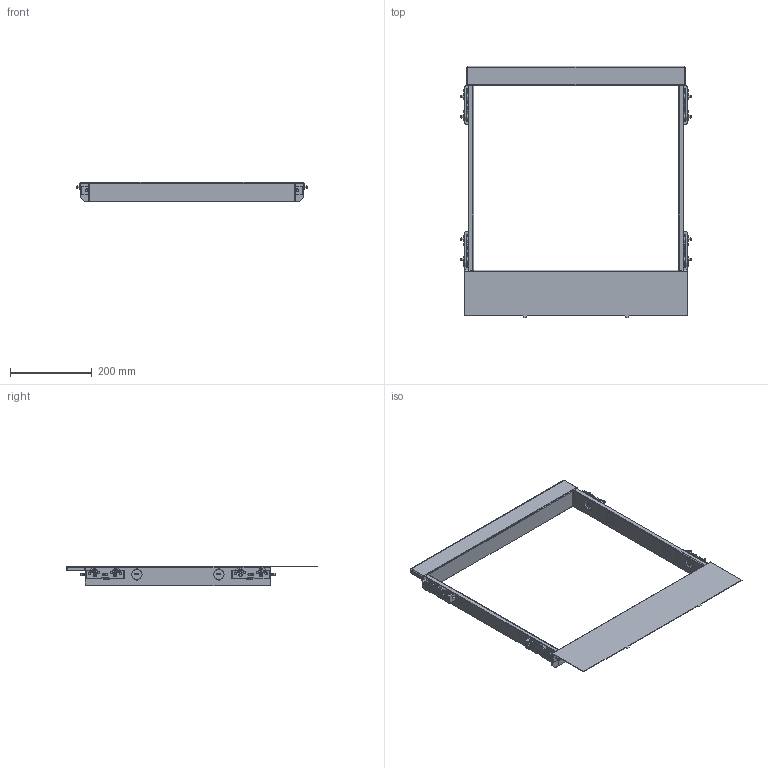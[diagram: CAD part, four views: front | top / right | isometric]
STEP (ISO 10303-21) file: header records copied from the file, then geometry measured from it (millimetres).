
FILE_DESCRIPTION(('STEP AP214'),'1');
FILE_NAME('cctmp_A04F6B40-C612-4524-9C11-99BE4BADBC7D_2024_05_06_11_43_11_0555..stp','2024-05-06T09:43:12',('SIEMENS A&D'),('CADClick - www.CADClick.com'),'Spatial InterOp 3D',' ','unknown authorization');
FILE_SCHEMA(('AUTOMOTIVE_DESIGN'));
Length unit declared in the file: millimetre
Products named in the file (25): cc_unnamed; 2024_05_06_11_43_11_0524; 2024_05_06_11_43_11_0493; 2024_05_06_11_43_11_0462; 2024_05_06_11_43_11_0430; 2024_05_06_11_43_11_0399; 2024_05_06_11_43_11_0368; 2024_05_06_11_43_11_0337; 2024_05_06_11_43_11_0305; 2024_05_06_11_43_11_0234; 2024_05_06_11_43_11_0203; 2024_05_06_11_43_11_0172; 2024_05_06_11_43_11_0141; 2024_05_06_11_43_11_0078; 2024_05_06_11_43_11_0047; 2024_05_06_11_43_11_0016; 2024_05_06_11_43_10_0984; 2024_05_06_11_43_10_0922; 2024_05_06_11_43_10_0886; 2024_05_06_11_43_10_0854; 2024_05_06_11_43_10_0823; 2024_05_06_11_43_10_0761; 2024_05_06_11_43_10_0729; 2024_05_06_11_43_10_0698; 2024_05_06_11_43_10_0657
Assembly tree (24 placements, depth 2):
  cc_unnamed
    2024_05_06_11_43_11_0524
    2024_05_06_11_43_11_0493
    2024_05_06_11_43_11_0462
    2024_05_06_11_43_11_0430
    2024_05_06_11_43_11_0399
    2024_05_06_11_43_11_0368
    2024_05_06_11_43_11_0337
    2024_05_06_11_43_11_0305
    2024_05_06_11_43_11_0234
    2024_05_06_11_43_11_0203
    2024_05_06_11_43_11_0172
    2024_05_06_11_43_11_0141
    2024_05_06_11_43_11_0078
    2024_05_06_11_43_11_0047
    2024_05_06_11_43_11_0016
    2024_05_06_11_43_10_0984
    2024_05_06_11_43_10_0922
    2024_05_06_11_43_10_0886
    2024_05_06_11_43_10_0854
    2024_05_06_11_43_10_0823
    2024_05_06_11_43_10_0761
    2024_05_06_11_43_10_0729
    2024_05_06_11_43_10_0698
    2024_05_06_11_43_10_0657
Bounding box: 567 x 616 x 48 mm (x, y, z)
Volume: 377499.3 mm3; surface area: 451199.2 mm2
Topology: 24 solids, 24 shells, 1200 faces, 3108 edges, 2024 vertices
Faces by surface type: plane 602, cylinder 502, cone 96
Entity records: 49226 total; most frequent: CARTESIAN_POINT 8461, DIRECTION 6602, ORIENTED_EDGE 6216, EDGE_CURVE 3108, AXIS2_PLACEMENT_3D 2373, VERTEX_POINT 2024, LINE 1856, VECTOR 1856
